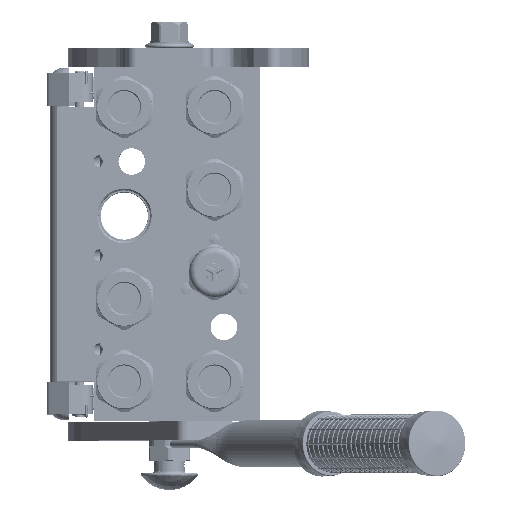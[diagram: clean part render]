
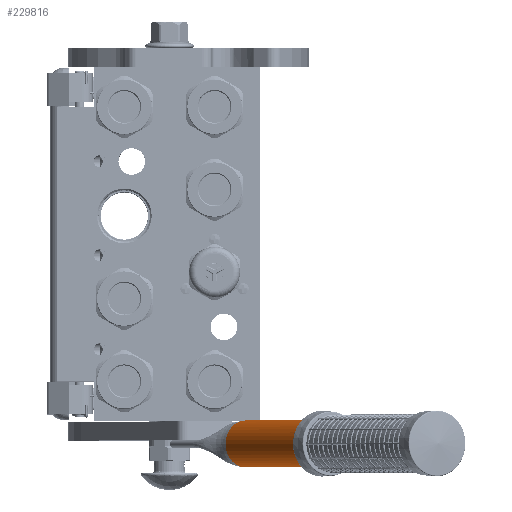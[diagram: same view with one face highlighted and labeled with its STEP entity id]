
A CAD part, top view. The second image highlights one B-rep face of the part: STEP entity #229816.
In plain terms, the highlighted cylindrical face has radius 12.5 mm (diameter 25 mm), a partial arc.
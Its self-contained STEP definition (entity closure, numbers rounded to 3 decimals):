
#675 = VECTOR ( 'NONE', #232465, 1000. ) ;
#1308 = AXIS2_PLACEMENT_3D ( 'NONE', #170410, #48102, #147684 ) ;
#1369 = CARTESIAN_POINT ( 'NONE',  ( -12.5, 198., 0. ) ) ;
#2316 = EDGE_LOOP ( 'NONE', ( #175868, #205086, #9500, #201844, #232387, #147610, #18901 ) ) ;
#4155 = EDGE_CURVE ( 'NONE', #115534, #110909, #83774, .T. ) ;
#4863 = CARTESIAN_POINT ( 'NONE',  ( 12.481, 0.178, 0.688 ) ) ;
#5701 = CARTESIAN_POINT ( 'NONE',  ( 12.499, 0.235, 0.221 ) ) ;
#6927 = DIRECTION ( 'NONE',  ( -0.994, 0., 0.109 ) ) ;
#9500 = ORIENTED_EDGE ( 'NONE', *, *, #4155, .F. ) ;
#10858 = DIRECTION ( 'NONE',  ( 0., -1., 0. ) ) ;
#14076 = CIRCLE ( 'NONE', #1308, 12.5 ) ;
#14299 = CARTESIAN_POINT ( 'NONE',  ( -12.5, 0.24, 0. ) ) ;
#15199 = CARTESIAN_POINT ( 'NONE',  ( -12.5, 0.24, 0. ) ) ;
#16796 = VERTEX_POINT ( 'NONE', #113304 ) ;
#18662 = CARTESIAN_POINT ( 'NONE',  ( -12.441, 0.049, 1.219 ) ) ;
#18858 = B_SPLINE_CURVE_WITH_KNOTS ( 'NONE', 3,
 ( #27327, #105155, #5701, #167158, #87565, #107725, #145350, #223998, #186376, #25630, #124447, #4863, #205625, #144493, #227405 ),
 .UNSPECIFIED., .F., .F.,
 ( 4, 2, 2, 1, 1, 1, 2, 2, 4 ),
 ( 0., 0.25, 0.375, 0.437, 0.469, 0.484, 0.492, 0.5, 1. ),
 .UNSPECIFIED. ) ;
#18901 = ORIENTED_EDGE ( 'NONE', *, *, #85297, .F. ) ;
#21667 = EDGE_CURVE ( 'NONE', #16796, #68631, #14076, .T. ) ;
#24831 = CIRCLE ( 'NONE', #49081, 12.5 ) ;
#25630 = CARTESIAN_POINT ( 'NONE',  ( 12.482, 0.18, 0.676 ) ) ;
#27327 = CARTESIAN_POINT ( 'NONE',  ( 12.5, 0.24, 0. ) ) ;
#34648 = EDGE_CURVE ( 'NONE', #156786, #258836, #222437, .T. ) ;
#43837 = CARTESIAN_POINT ( 'NONE',  ( 12.5, 0.24, 0. ) ) ;
#48102 = DIRECTION ( 'NONE',  ( 0., 1., 0. ) ) ;
#49081 = AXIS2_PLACEMENT_3D ( 'NONE', #165851, #66202, #6927 ) ;
#56119 = AXIS2_PLACEMENT_3D ( 'NONE', #130513, #10858, #236087 ) ;
#56207 = CARTESIAN_POINT ( 'NONE',  ( -12.461, 0.114, 0.981 ) ) ;
#58766 = CARTESIAN_POINT ( 'NONE',  ( -12.426, 0., 1.36 ) ) ;
#61810 = AXIS2_PLACEMENT_3D ( 'NONE', #95635, #235410, #115763 ) ;
#66202 = DIRECTION ( 'NONE',  ( 0., 1., 0. ) ) ;
#68303 = CARTESIAN_POINT ( 'NONE',  ( 12.5, 198., 0. ) ) ;
#68631 = VERTEX_POINT ( 'NONE', #163104 ) ;
#70810 = B_SPLINE_CURVE_WITH_KNOTS ( 'NONE', 3,
 ( #58766, #18662, #198590, #56207, #75464, #196873, #196017, #78854, #96415, #195173, #215233, #115670, #255405, #135778, #256223, #158441 ),
 .UNSPECIFIED., .F., .F.,
 ( 4, 2, 1, 2, 2, 1, 2, 2, 4 ),
 ( 0., 0.25, 0.312, 0.328, 0.344, 0.375, 0.437, 0.5, 1. ),
 .UNSPECIFIED. ) ;
#75464 = CARTESIAN_POINT ( 'NONE',  ( -12.464, 0.121, 0.953 ) ) ;
#78854 = CARTESIAN_POINT ( 'NONE',  ( -12.467, 0.131, 0.91 ) ) ;
#83774 = LINE ( 'NONE', #15199, #193340 ) ;
#85297 = EDGE_CURVE ( 'NONE', #156786, #141910, #18858, .T. ) ;
#87565 = CARTESIAN_POINT ( 'NONE',  ( 12.492, 0.214, 0.452 ) ) ;
#95635 = CARTESIAN_POINT ( 'NONE',  ( 0., 198., 0. ) ) ;
#96415 = CARTESIAN_POINT ( 'NONE',  ( -12.468, 0.136, 0.889 ) ) ;
#97741 = EDGE_CURVE ( 'NONE', #68631, #141910, #24831, .T. ) ;
#105155 = CARTESIAN_POINT ( 'NONE',  ( 12.5, 0.24, 0.108 ) ) ;
#107725 = CARTESIAN_POINT ( 'NONE',  ( 12.488, 0.202, 0.541 ) ) ;
#110909 = VERTEX_POINT ( 'NONE', #1369 ) ;
#113304 = CARTESIAN_POINT ( 'NONE',  ( -12.426, 0., 1.36 ) ) ;
#115534 = VERTEX_POINT ( 'NONE', #14299 ) ;
#115670 = CARTESIAN_POINT ( 'NONE',  ( -12.478, 0.167, 0.748 ) ) ;
#115763 = DIRECTION ( 'NONE',  ( -1., 0., 0. ) ) ;
#119131 = EDGE_CURVE ( 'NONE', #110909, #258836, #183733, .T. ) ;
#124447 = CARTESIAN_POINT ( 'NONE',  ( 12.481, 0.178, 0.683 ) ) ;
#130513 = CARTESIAN_POINT ( 'NONE',  ( 0., 0., 0. ) ) ;
#135778 = CARTESIAN_POINT ( 'NONE',  ( -12.494, 0.221, 0.449 ) ) ;
#141910 = VERTEX_POINT ( 'NONE', #161360 ) ;
#144493 = CARTESIAN_POINT ( 'NONE',  ( 12.456, 0.096, 1.087 ) ) ;
#145350 = CARTESIAN_POINT ( 'NONE',  ( 12.486, 0.195, 0.586 ) ) ;
#147610 = ORIENTED_EDGE ( 'NONE', *, *, #97741, .T. ) ;
#147684 = DIRECTION ( 'NONE',  ( -0.994, 0., 0.109 ) ) ;
#154937 = DIRECTION ( 'NONE',  ( 0., 1., 0. ) ) ;
#156786 = VERTEX_POINT ( 'NONE', #43837 ) ;
#158441 = CARTESIAN_POINT ( 'NONE',  ( -12.5, 0.24, 0. ) ) ;
#161360 = CARTESIAN_POINT ( 'NONE',  ( 12.426, 0., 1.36 ) ) ;
#163104 = CARTESIAN_POINT ( 'NONE',  ( 0., 0., 12.5 ) ) ;
#164657 = FACE_OUTER_BOUND ( 'NONE', #2316, .T. ) ;
#165851 = CARTESIAN_POINT ( 'NONE',  ( 0., 0., 0. ) ) ;
#167158 = CARTESIAN_POINT ( 'NONE',  ( 12.494, 0.22, 0.394 ) ) ;
#169265 = EDGE_CURVE ( 'NONE', #16796, #115534, #70810, .T. ) ;
#170410 = CARTESIAN_POINT ( 'NONE',  ( 0., 0., 0. ) ) ;
#175868 = ORIENTED_EDGE ( 'NONE', *, *, #34648, .T. ) ;
#183733 = CIRCLE ( 'NONE', #61810, 12.5 ) ;
#186376 = CARTESIAN_POINT ( 'NONE',  ( 12.482, 0.182, 0.665 ) ) ;
#193340 = VECTOR ( 'NONE', #154937, 1000. ) ;
#195173 = CARTESIAN_POINT ( 'NONE',  ( -12.471, 0.146, 0.847 ) ) ;
#196017 = CARTESIAN_POINT ( 'NONE',  ( -12.466, 0.13, 0.917 ) ) ;
#196873 = CARTESIAN_POINT ( 'NONE',  ( -12.466, 0.127, 0.927 ) ) ;
#198590 = CARTESIAN_POINT ( 'NONE',  ( -12.452, 0.083, 1.1 ) ) ;
#201844 = ORIENTED_EDGE ( 'NONE', *, *, #169265, .F. ) ;
#205086 = ORIENTED_EDGE ( 'NONE', *, *, #119131, .F. ) ;
#205625 = CARTESIAN_POINT ( 'NONE',  ( 12.472, 0.146, 0.859 ) ) ;
#210677 = CARTESIAN_POINT ( 'NONE',  ( 12.5, 0.24, 0. ) ) ;
#214530 = CYLINDRICAL_SURFACE ( 'NONE', #56119, 12.5 ) ;
#215233 = CARTESIAN_POINT ( 'NONE',  ( -12.474, 0.155, 0.804 ) ) ;
#222437 = LINE ( 'NONE', #210677, #675 ) ;
#223998 = CARTESIAN_POINT ( 'NONE',  ( 12.484, 0.186, 0.638 ) ) ;
#227405 = CARTESIAN_POINT ( 'NONE',  ( 12.426, 0., 1.36 ) ) ;
#229816 = ADVANCED_FACE ( 'NONE', ( #164657 ), #214530, .T. ) ;
#232387 = ORIENTED_EDGE ( 'NONE', *, *, #21667, .T. ) ;
#232465 = DIRECTION ( 'NONE',  ( 0., 1., 0. ) ) ;
#235410 = DIRECTION ( 'NONE',  ( 0., 1., 0. ) ) ;
#236087 = DIRECTION ( 'NONE',  ( 1., 0., 0. ) ) ;
#255405 = CARTESIAN_POINT ( 'NONE',  ( -12.479, 0.172, 0.721 ) ) ;
#256223 = CARTESIAN_POINT ( 'NONE',  ( -12.5, 0.24, 0.216 ) ) ;
#258836 = VERTEX_POINT ( 'NONE', #68303 ) ;
